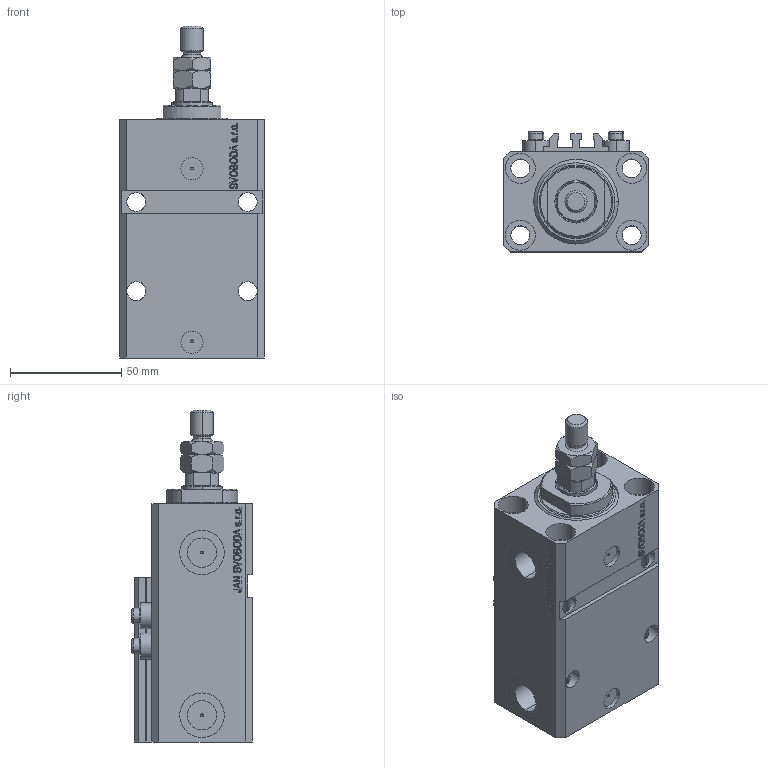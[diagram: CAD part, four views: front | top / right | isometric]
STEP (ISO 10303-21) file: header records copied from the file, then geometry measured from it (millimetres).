
FILE_DESCRIPTION (( 'STEP AP203' ), '1' );
FILE_NAME ('8752.STEP', '2024-03-19T09:39:21', ( '' ), ( '' ), 'SwSTEP 2.0', 'SolidWorks 2019', '' );
FILE_SCHEMA (( 'CONFIG_CONTROL_DESIGN' ));
Length unit declared in the file: millimetre
Products named in the file (6): MTA 78bab4911cabd4c2cf5c08cfadd8fc27; 8752; V250CE_C_VCP 78bab4911cabd4c2cf5c08cfadd8fc27; V250CE_VC_E 78bab4911cabd4c2cf5c08cfadd8fc27; V250CE_E_Body 78bab4911cabd4c2cf5c08cfadd8fc27; ALLEN BOLT V250CE 78bab4911cabd4c2cf5c08cfadd8fc27
Assembly tree (8 placements, depth 2):
  8752
    V250CE_E_Body 78bab4911cabd4c2cf5c08cfadd8fc27
    ALLEN BOLT V250CE 78bab4911cabd4c2cf5c08cfadd8fc27  x4
    V250CE_C_VCP 78bab4911cabd4c2cf5c08cfadd8fc27
    V250CE_VC_E 78bab4911cabd4c2cf5c08cfadd8fc27
    MTA 78bab4911cabd4c2cf5c08cfadd8fc27
Bounding box: 65 x 54 x 149 mm (x, y, z)
Volume: 277885.8 mm3; surface area: 78613.9 mm2
Topology: 9 solids, 9 shells, 1136 faces, 2813 edges, 1802 vertices
Faces by surface type: plane 526, bspline 360, cylinder 150, cone 84, torus 16
Entity records: 49260 total; most frequent: CARTESIAN_POINT 25674, ORIENTED_EDGE 5316, DIRECTION 3512, EDGE_CURVE 2658, VERTEX_POINT 1718, VECTOR 1560, LINE 1560, EDGE_LOOP 1200
